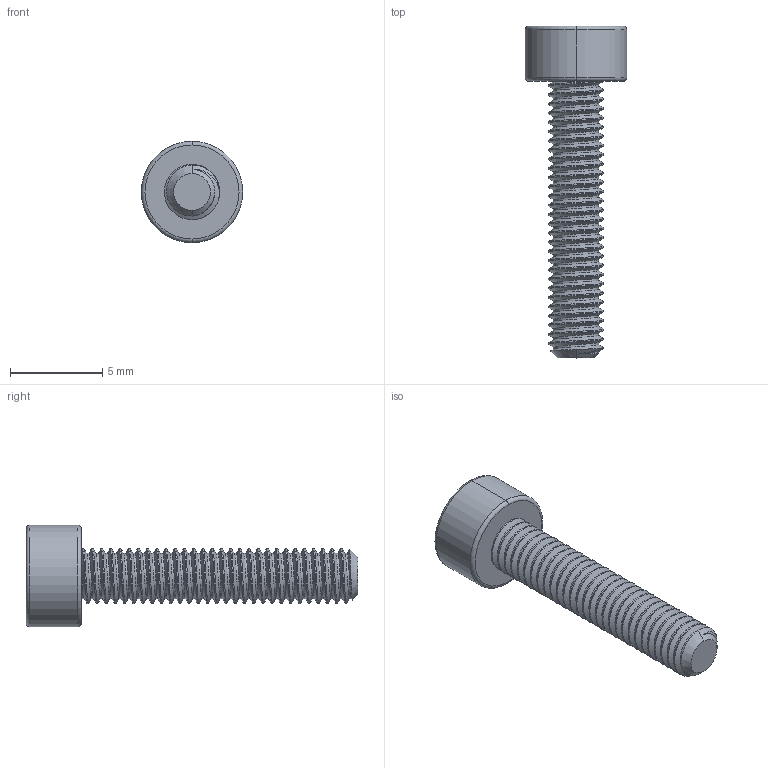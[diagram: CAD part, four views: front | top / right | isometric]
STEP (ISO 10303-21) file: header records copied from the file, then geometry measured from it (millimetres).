
FILE_DESCRIPTION (( 'STEP AP214' ), '1' );
FILE_NAME ('Screw_DIN_912_M3x15F_A2.STEP', '2024-07-16T00:35:20', ( '' ), ( '' ), 'SwSTEP 2.0', 'SolidWorks 2023', '' );
FILE_SCHEMA (( 'AUTOMOTIVE_DESIGN' ));
Length unit declared in the file: millimetre
Products named in the file (1): Screw_DIN_912_M3x15F_A2
Bounding box: 5.5 x 18 x 5.5 mm (x, y, z)
Volume: 148.7 mm3; surface area: 311.2 mm2
Topology: 1 solids, 1 shells, 92 faces, 248 edges, 160 vertices
Faces by surface type: cylinder 61, plane 22, torus 4, bspline 3, cone 2
Entity records: 6488 total; most frequent: CARTESIAN_POINT 4534, ORIENTED_EDGE 496, DIRECTION 316, EDGE_CURVE 248, VERTEX_POINT 160, AXIS2_PLACEMENT_3D 106, LINE 104, VECTOR 104
